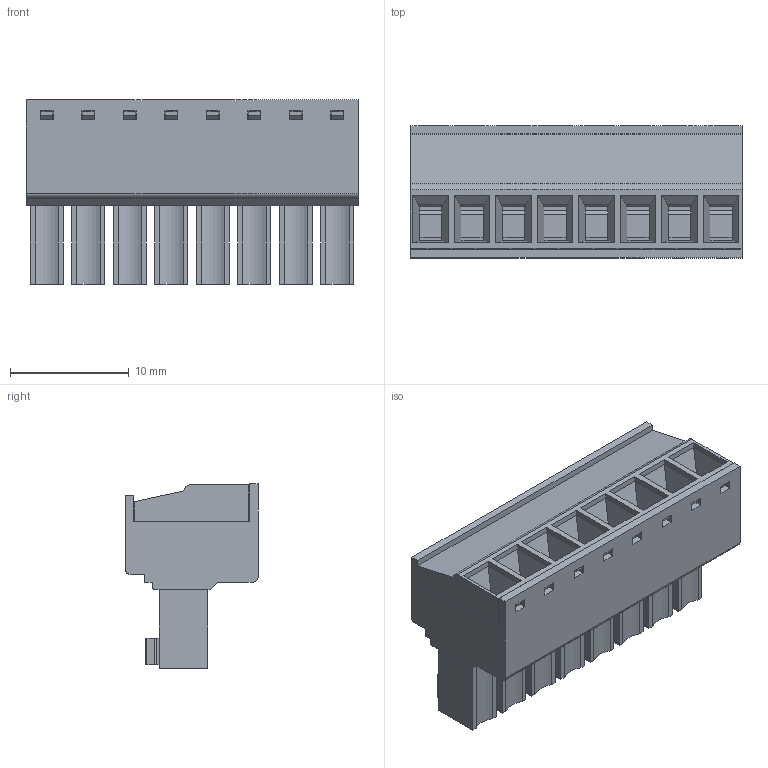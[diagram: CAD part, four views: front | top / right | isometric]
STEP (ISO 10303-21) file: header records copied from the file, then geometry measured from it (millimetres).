
FILE_DESCRIPTION (( 'STEP AP214' ), '1' );
FILE_NAME ('15EDGK-3.5-08P-14-00AH.STEP', '2017-04-27T22:48:14', ( 'SIG' ), ( '' ), 'SwSTEP 2.0', 'SolidWorks 2014', '' );
FILE_SCHEMA (( 'AUTOMOTIVE_DESIGN' ));
Length unit declared in the file: millimetre
Products named in the file (32): 15EDGK-3.5_screw; 15EDGK-3.5_klamper; 15EDGK-3.5_spring; 15EDGK-3.5_top-cap; 15EDGK-3.5; 15EDGK-3.5-08P-14-00AH
Assembly tree (26 placements, depth 2):
  15EDGK-3.5_screw
  15EDGK-3.5_spring
  15EDGK-3.5_spring
  15EDGK-3.5_klamper
  15EDGK-3.5_spring
Bounding box: 28 x 11.15 x 15.56 mm (x, y, z)
Volume: 1945.9 mm3; surface area: 6889.6 mm2
Topology: 26 solids, 26 shells, 1399 faces, 3889 edges, 2566 vertices
Faces by surface type: plane 1051, cylinder 244, bspline 48, cone 32, torus 24
Entity records: 32274 total; most frequent: CARTESIAN_POINT 6563, ORIENTED_EDGE 5146, DIRECTION 4493, EDGE_CURVE 2573, LINE 2147, VECTOR 2147, VERTEX_POINT 1698, AXIS2_PLACEMENT_3D 1173
